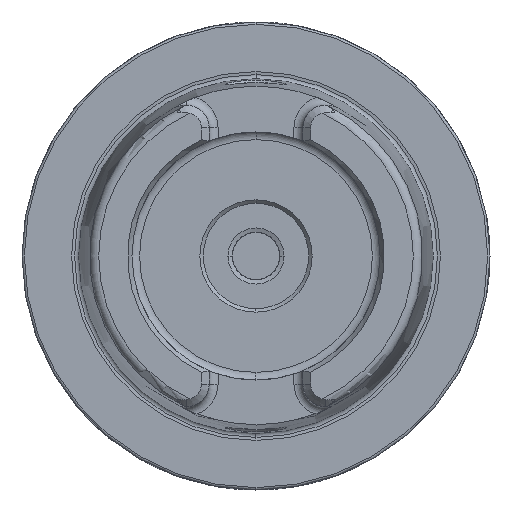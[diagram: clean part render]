
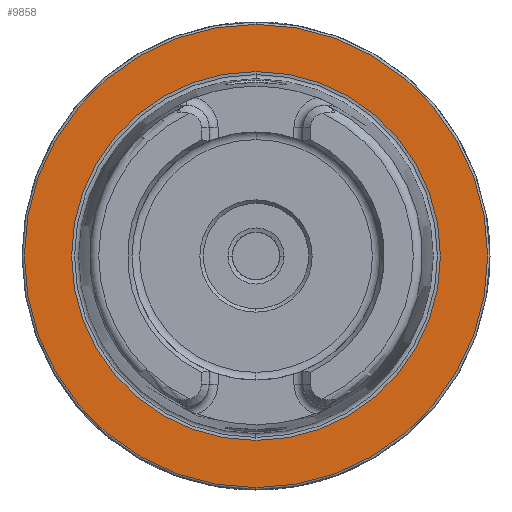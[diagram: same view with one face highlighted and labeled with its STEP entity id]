
A CAD part, left-side view. The second image highlights one B-rep face of the part: STEP entity #9858.
In plain terms, the highlighted planar face has unit normal (-1, 0, 0).
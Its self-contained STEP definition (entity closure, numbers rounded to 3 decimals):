
#313 = ORIENTED_EDGE ( 'NONE', *, *, #8518, .T. ) ;
#321 = CIRCLE ( 'NONE', #4875, 39.405 ) ;
#631 = PLANE ( 'NONE',  #9646 ) ;
#1111 = FACE_OUTER_BOUND ( 'NONE', #4492, .T. ) ;
#1198 = DIRECTION ( 'NONE',  ( -1., 0., 0. ) ) ;
#1567 = CARTESIAN_POINT ( 'NONE',  ( 0., 0., 49.5 ) ) ;
#1721 = EDGE_CURVE ( 'NONE', #8497, #6248, #321, .T. ) ;
#1864 = DIRECTION ( 'NONE',  ( 0., 0., 1. ) ) ;
#1941 = CARTESIAN_POINT ( 'NONE',  ( 0., 0., -39.405 ) ) ;
#1948 = CARTESIAN_POINT ( 'NONE',  ( 0., 0., 0. ) ) ;
#2846 = AXIS2_PLACEMENT_3D ( 'NONE', #8069, #7990, #11676 ) ;
#3038 = ORIENTED_EDGE ( 'NONE', *, *, #6676, .T. ) ;
#3487 = CARTESIAN_POINT ( 'NONE',  ( 0., 0., -49.5 ) ) ;
#3494 = DIRECTION ( 'NONE',  ( 1., 0., 0. ) ) ;
#4047 = FACE_BOUND ( 'NONE', #8830, .T. ) ;
#4252 = ORIENTED_EDGE ( 'NONE', *, *, #1721, .F. ) ;
#4492 = EDGE_LOOP ( 'NONE', ( #313, #3038 ) ) ;
#4875 = AXIS2_PLACEMENT_3D ( 'NONE', #6631, #6589, #5697 ) ;
#5503 = VERTEX_POINT ( 'NONE', #1567 ) ;
#5539 = VERTEX_POINT ( 'NONE', #3487 ) ;
#5697 = DIRECTION ( 'NONE',  ( 0., 0., 1. ) ) ;
#5867 = CARTESIAN_POINT ( 'NONE',  ( 0., 0., 0. ) ) ;
#6248 = VERTEX_POINT ( 'NONE', #11090 ) ;
#6589 = DIRECTION ( 'NONE',  ( -1., 0., 0. ) ) ;
#6610 = DIRECTION ( 'NONE',  ( -1., 0., 0. ) ) ;
#6631 = CARTESIAN_POINT ( 'NONE',  ( 0., 0., 0. ) ) ;
#6676 = EDGE_CURVE ( 'NONE', #5539, #5503, #7352, .T. ) ;
#7019 = EDGE_CURVE ( 'NONE', #6248, #8497, #8072, .T. ) ;
#7352 = CIRCLE ( 'NONE', #10075, 49.5 ) ;
#7990 = DIRECTION ( 'NONE',  ( -1., 0., 0. ) ) ;
#8069 = CARTESIAN_POINT ( 'NONE',  ( 0., 0., 0. ) ) ;
#8072 = CIRCLE ( 'NONE', #2846, 39.405 ) ;
#8436 = DIRECTION ( 'NONE',  ( 0., 0., 1. ) ) ;
#8497 = VERTEX_POINT ( 'NONE', #1941 ) ;
#8518 = EDGE_CURVE ( 'NONE', #5503, #5539, #11683, .T. ) ;
#8830 = EDGE_LOOP ( 'NONE', ( #10517, #4252 ) ) ;
#8928 = AXIS2_PLACEMENT_3D ( 'NONE', #5867, #1198, #8436 ) ;
#9646 = AXIS2_PLACEMENT_3D ( 'NONE', #11836, #3494, #10869 ) ;
#9858 = ADVANCED_FACE ( 'NONE', ( #4047, #1111 ), #631, .F. ) ;
#10075 = AXIS2_PLACEMENT_3D ( 'NONE', #1948, #6610, #1864 ) ;
#10517 = ORIENTED_EDGE ( 'NONE', *, *, #7019, .F. ) ;
#10869 = DIRECTION ( 'NONE',  ( 0., 0., -1. ) ) ;
#11090 = CARTESIAN_POINT ( 'NONE',  ( 0., 0., 39.405 ) ) ;
#11676 = DIRECTION ( 'NONE',  ( 0., 0., 1. ) ) ;
#11683 = CIRCLE ( 'NONE', #8928, 49.5 ) ;
#11836 = CARTESIAN_POINT ( 'NONE',  ( 0., 49.5, 0. ) ) ;
